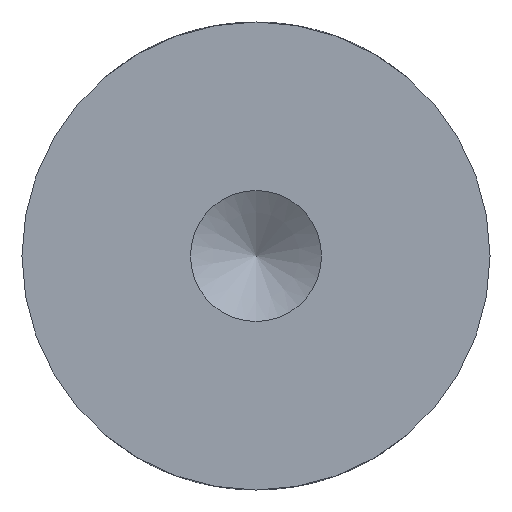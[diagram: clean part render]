
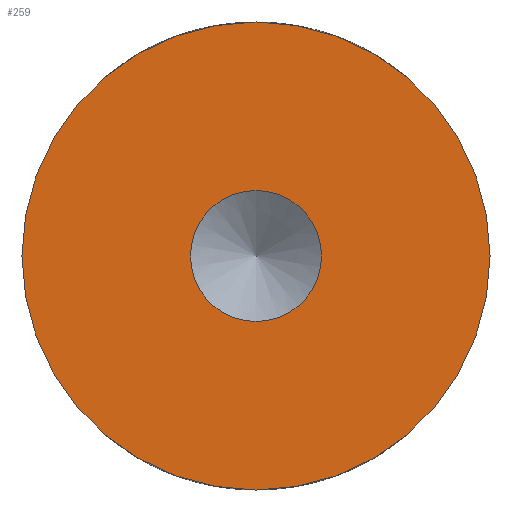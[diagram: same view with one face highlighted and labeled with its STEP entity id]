
A CAD part, front view. The second image highlights one B-rep face of the part: STEP entity #259.
In plain terms, the highlighted planar face has unit normal (0, -1, 0).
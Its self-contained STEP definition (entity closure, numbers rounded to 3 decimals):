
#11 = AXIS2_PLACEMENT_3D ( 'NONE', #275, #53, #148 ) ;
#22 = CARTESIAN_POINT ( 'NONE',  ( 0., 0., 0. ) ) ;
#26 = DIRECTION ( 'NONE',  ( 0., 0., 1. ) ) ;
#44 = EDGE_LOOP ( 'NONE', ( #251 ) ) ;
#45 = DIRECTION ( 'NONE',  ( 0., 0., 1. ) ) ;
#53 = DIRECTION ( 'NONE',  ( 0., -1., 0. ) ) ;
#80 = CARTESIAN_POINT ( 'NONE',  ( 0., 0., 7.5 ) ) ;
#89 = AXIS2_PLACEMENT_3D ( 'NONE', #253, #174, #26 ) ;
#105 = CARTESIAN_POINT ( 'NONE',  ( 0., 0., -2.1 ) ) ;
#131 = VERTEX_POINT ( 'NONE', #105 ) ;
#132 = AXIS2_PLACEMENT_3D ( 'NONE', #22, #252, #45 ) ;
#148 = DIRECTION ( 'NONE',  ( 0., 0., -1. ) ) ;
#150 = PLANE ( 'NONE',  #89 ) ;
#174 = DIRECTION ( 'NONE',  ( 0., 1., 0. ) ) ;
#221 = EDGE_LOOP ( 'NONE', ( #273 ) ) ;
#222 = CIRCLE ( 'NONE', #132, 7.5 ) ;
#251 = ORIENTED_EDGE ( 'NONE', *, *, #256, .F. ) ;
#252 = DIRECTION ( 'NONE',  ( 0., 1., 0. ) ) ;
#253 = CARTESIAN_POINT ( 'NONE',  ( 0., 0., 0. ) ) ;
#256 = EDGE_CURVE ( 'NONE', #131, #131, #305, .T. ) ;
#259 = ADVANCED_FACE ( 'NONE', ( #316, #333 ), #150, .F. ) ;
#273 = ORIENTED_EDGE ( 'NONE', *, *, #281, .F. ) ;
#275 = CARTESIAN_POINT ( 'NONE',  ( 0., 0., 0. ) ) ;
#281 = EDGE_CURVE ( 'NONE', #312, #312, #222, .T. ) ;
#305 = CIRCLE ( 'NONE', #11, 2.1 ) ;
#312 = VERTEX_POINT ( 'NONE', #80 ) ;
#316 = FACE_BOUND ( 'NONE', #44, .T. ) ;
#333 = FACE_OUTER_BOUND ( 'NONE', #221, .T. ) ;
